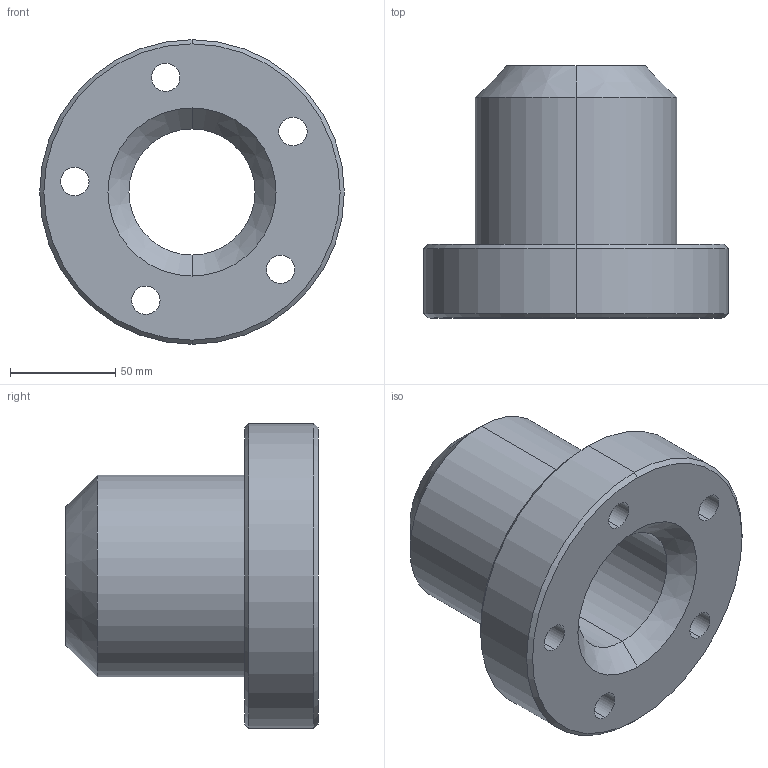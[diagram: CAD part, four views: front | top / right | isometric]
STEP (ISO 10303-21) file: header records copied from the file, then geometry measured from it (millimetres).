
FILE_DESCRIPTION (( 'STEP AP203' ), '1' );
FILE_NAME ('moyeu arriere 5x112 step.STEP', '2024-11-15T19:38:07', ( '' ), ( '' ), 'SwSTEP 2.0', 'SolidWorks 2014', '' );
FILE_SCHEMA (( 'CONFIG_CONTROL_DESIGN' ));
Length unit declared in the file: millimetre
Products named in the file (1): moyeu arriere 5x112 step
Bounding box: 145 x 120 x 145 mm (x, y, z)
Volume: 786190.8 mm3; surface area: 92565.5 mm2
Topology: 1 solids, 1 shells, 27 faces, 64 edges, 40 vertices
Faces by surface type: cylinder 16, cone 8, plane 3
Entity records: 895 total; most frequent: DIRECTION 160, CARTESIAN_POINT 132, ORIENTED_EDGE 128, AXIS2_PLACEMENT_3D 68, EDGE_CURVE 64, CIRCLE 40, VERTEX_POINT 40, EDGE_LOOP 40
